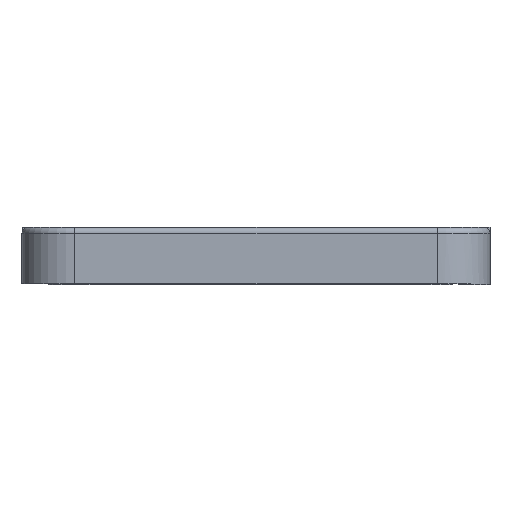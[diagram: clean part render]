
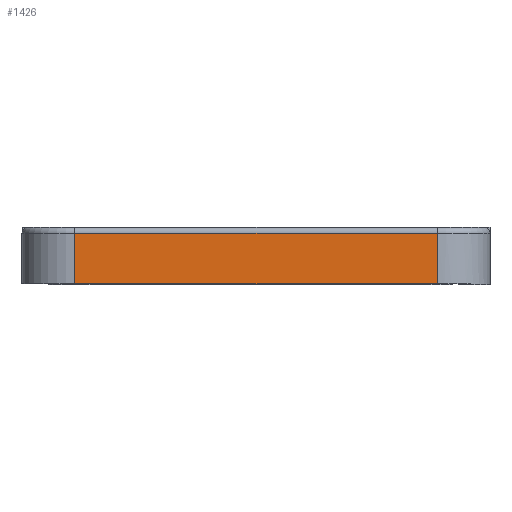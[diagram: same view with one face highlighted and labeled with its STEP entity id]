
A CAD part, left-side view. The second image highlights one B-rep face of the part: STEP entity #1426.
In plain terms, the highlighted planar face has unit normal (-1, 0, 0).
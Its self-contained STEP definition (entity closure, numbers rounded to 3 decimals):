
#28 = DIRECTION ( 'NONE',  ( 0., 0., -1. ) ) ;
#78 = CARTESIAN_POINT ( 'NONE',  ( -27.25, -9.525, 2.7 ) ) ;
#112 = FACE_OUTER_BOUND ( 'NONE', #1468, .T. ) ;
#128 = VERTEX_POINT ( 'NONE', #1584 ) ;
#292 = CARTESIAN_POINT ( 'NONE',  ( -27.25, 9.525, 2.7 ) ) ;
#305 = ORIENTED_EDGE ( 'NONE', *, *, #2563, .T. ) ;
#307 = VECTOR ( 'NONE', #2748, 1000. ) ;
#327 = DIRECTION ( 'NONE',  ( 0., 0., -1. ) ) ;
#411 = LINE ( 'NONE', #1718, #2519 ) ;
#439 = DIRECTION ( 'NONE',  ( 0., 1., 0. ) ) ;
#446 = ORIENTED_EDGE ( 'NONE', *, *, #528, .T. ) ;
#528 = EDGE_CURVE ( 'NONE', #2717, #1613, #1695, .T. ) ;
#780 = EDGE_CURVE ( 'NONE', #2785, #128, #1609, .T. ) ;
#1014 = ORIENTED_EDGE ( 'NONE', *, *, #780, .F. ) ;
#1051 = ORIENTED_EDGE ( 'NONE', *, *, #1293, .T. ) ;
#1192 = PLANE ( 'NONE',  #2149 ) ;
#1196 = CARTESIAN_POINT ( 'NONE',  ( -27.25, -9.525, 0.03 ) ) ;
#1268 = CARTESIAN_POINT ( 'NONE',  ( -27.25, 9.525, 3. ) ) ;
#1293 = EDGE_CURVE ( 'NONE', #1613, #128, #2090, .T. ) ;
#1426 = ADVANCED_FACE ( 'NONE', ( #112 ), #1192, .F. ) ;
#1468 = EDGE_LOOP ( 'NONE', ( #1014, #305, #446, #1051 ) ) ;
#1584 = CARTESIAN_POINT ( 'NONE',  ( -27.25, -9.525, 0.03 ) ) ;
#1609 = LINE ( 'NONE', #2039, #2571 ) ;
#1612 = CARTESIAN_POINT ( 'NONE',  ( -27.25, -9.525, 3. ) ) ;
#1613 = VERTEX_POINT ( 'NONE', #2674 ) ;
#1695 = LINE ( 'NONE', #1268, #1972 ) ;
#1718 = CARTESIAN_POINT ( 'NONE',  ( -27.25, -9.525, 2.7 ) ) ;
#1928 = DIRECTION ( 'NONE',  ( 0., 0., -1. ) ) ;
#1972 = VECTOR ( 'NONE', #1928, 1000. ) ;
#2039 = CARTESIAN_POINT ( 'NONE',  ( -27.25, -9.525, 3. ) ) ;
#2090 = LINE ( 'NONE', #1196, #307 ) ;
#2149 = AXIS2_PLACEMENT_3D ( 'NONE', #1612, #2743, #28 ) ;
#2519 = VECTOR ( 'NONE', #439, 1000. ) ;
#2563 = EDGE_CURVE ( 'NONE', #2785, #2717, #411, .T. ) ;
#2571 = VECTOR ( 'NONE', #327, 1000. ) ;
#2674 = CARTESIAN_POINT ( 'NONE',  ( -27.25, 9.525, 0.03 ) ) ;
#2717 = VERTEX_POINT ( 'NONE', #292 ) ;
#2743 = DIRECTION ( 'NONE',  ( 1., 0., 0. ) ) ;
#2748 = DIRECTION ( 'NONE',  ( 0., -1., 0. ) ) ;
#2785 = VERTEX_POINT ( 'NONE', #78 ) ;
